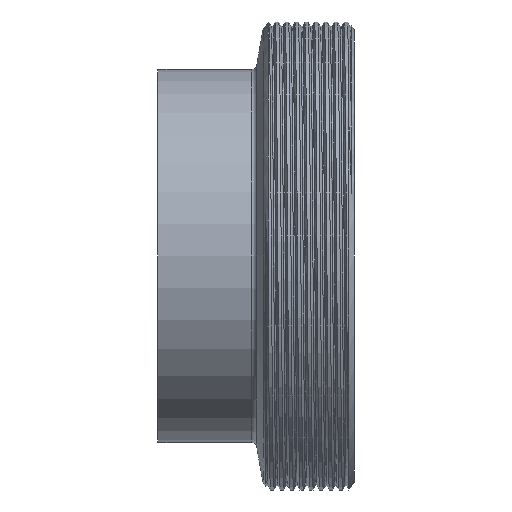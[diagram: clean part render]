
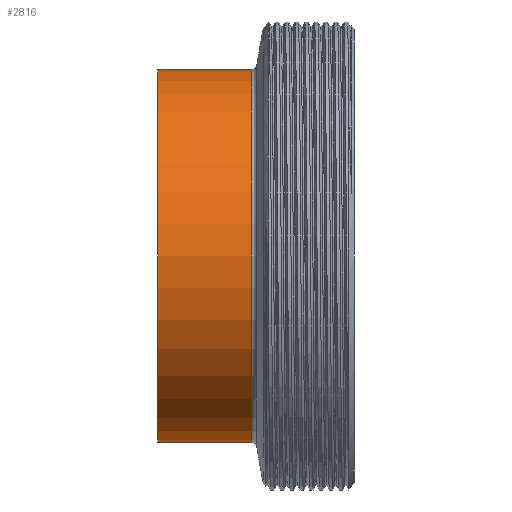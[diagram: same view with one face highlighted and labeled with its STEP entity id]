
A CAD part, front view. The second image highlights one B-rep face of the part: STEP entity #2816.
In plain terms, the highlighted cylindrical face has radius 38.05 mm (diameter 76.1 mm), a partial arc.
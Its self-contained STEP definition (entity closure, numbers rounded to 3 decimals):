
#44 = CIRCLE ( 'NONE', #1433, 38.05 ) ;
#216 = LINE ( 'NONE', #1057, #2743 ) ;
#250 = DIRECTION ( 'NONE',  ( 0., 0., 1. ) ) ;
#258 = DIRECTION ( 'NONE',  ( 0., 0., 1. ) ) ;
#488 = DIRECTION ( 'NONE',  ( 0., 0., 1. ) ) ;
#489 = EDGE_CURVE ( 'NONE', #1254, #2402, #3457, .T. ) ;
#539 = CYLINDRICAL_SURFACE ( 'NONE', #3254, 38.05 ) ;
#589 = CARTESIAN_POINT ( 'NONE',  ( -17.379, -33.898, 38.05 ) ) ;
#880 = EDGE_CURVE ( 'NONE', #1672, #1254, #216, .T. ) ;
#1057 = CARTESIAN_POINT ( 'NONE',  ( -16.647, -33.898, -38.05 ) ) ;
#1194 = ORIENTED_EDGE ( 'NONE', *, *, #3565, .T. ) ;
#1196 = LINE ( 'NONE', #2980, #1260 ) ;
#1254 = VERTEX_POINT ( 'NONE', #2817 ) ;
#1260 = VECTOR ( 'NONE', #3526, 1000. ) ;
#1296 = AXIS2_PLACEMENT_3D ( 'NONE', #2820, #2295, #250 ) ;
#1433 = AXIS2_PLACEMENT_3D ( 'NONE', #3369, #1647, #488 ) ;
#1647 = DIRECTION ( 'NONE',  ( -1., 0., 0. ) ) ;
#1672 = VERTEX_POINT ( 'NONE', #1993 ) ;
#1679 = CARTESIAN_POINT ( 'NONE',  ( -16.647, -33.898, 0. ) ) ;
#1968 = ORIENTED_EDGE ( 'NONE', *, *, #2447, .T. ) ;
#1993 = CARTESIAN_POINT ( 'NONE',  ( 1.782, -33.898, -38.05 ) ) ;
#2173 = FACE_OUTER_BOUND ( 'NONE', #2382, .T. ) ;
#2295 = DIRECTION ( 'NONE',  ( -1., 0., 0. ) ) ;
#2382 = EDGE_LOOP ( 'NONE', ( #2614, #1194, #1968, #3726 ) ) ;
#2402 = VERTEX_POINT ( 'NONE', #589 ) ;
#2439 = CARTESIAN_POINT ( 'NONE',  ( 1.782, -33.898, 38.05 ) ) ;
#2447 = EDGE_CURVE ( 'NONE', #3249, #2402, #1196, .T. ) ;
#2614 = ORIENTED_EDGE ( 'NONE', *, *, #880, .F. ) ;
#2743 = VECTOR ( 'NONE', #3633, 1000. ) ;
#2816 = ADVANCED_FACE ( 'NONE', ( #2173 ), #539, .T. ) ;
#2817 = CARTESIAN_POINT ( 'NONE',  ( -17.379, -33.898, -38.05 ) ) ;
#2820 = CARTESIAN_POINT ( 'NONE',  ( -17.379, -33.898, 0. ) ) ;
#2848 = DIRECTION ( 'NONE',  ( -1., 0., 0. ) ) ;
#2980 = CARTESIAN_POINT ( 'NONE',  ( -16.647, -33.898, 38.05 ) ) ;
#3249 = VERTEX_POINT ( 'NONE', #2439 ) ;
#3254 = AXIS2_PLACEMENT_3D ( 'NONE', #1679, #2848, #258 ) ;
#3369 = CARTESIAN_POINT ( 'NONE',  ( 1.782, -33.898, 0. ) ) ;
#3457 = CIRCLE ( 'NONE', #1296, 38.05 ) ;
#3526 = DIRECTION ( 'NONE',  ( -1., 0., 0. ) ) ;
#3565 = EDGE_CURVE ( 'NONE', #1672, #3249, #44, .T. ) ;
#3633 = DIRECTION ( 'NONE',  ( -1., 0., 0. ) ) ;
#3726 = ORIENTED_EDGE ( 'NONE', *, *, #489, .F. ) ;
